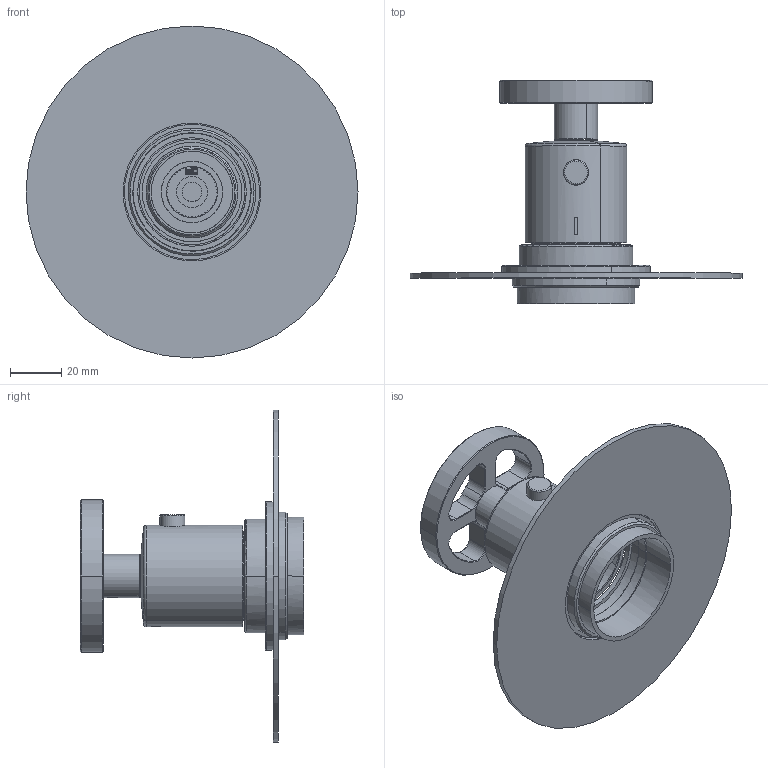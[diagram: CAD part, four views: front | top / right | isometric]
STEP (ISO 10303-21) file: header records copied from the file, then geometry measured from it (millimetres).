
FILE_DESCRIPTION(('CATIA V5 STEP Exchange','CAx-IF Rec.Pracs.--- Model Styling and Organization---1.5--- 2016-08-15','CAx-IF Rec.Pracs.---Supplemental Geometry---1.0---2011-11-01','CAx-IF Rec.Pracs.--- Composite Materials ---3.4---2017-06-13','CAx-IF Rec.Pracs.---Tessellated 3D Geometry---1.0---2015-12-17'),'2;1');
FILE_NAME('MN007200.stp','2022-09-17T09:17:36+00:00',('none'),('none'),'CATIA Version 5-6 Release 2020 SP2','CATIA V5 STEP AP242 v2','none');
FILE_SCHEMA(('AP242_MANAGED_MODEL_BASED_3D_ENGINEERING_MIM_LF {1 0 10303 442 1 1 4}'));
Length unit declared in the file: millimetre
Products named in the file (1): MN007200
Bounding box: 130 x 87.5 x 130 mm (x, y, z)
Volume: 74723.5 mm3; surface area: 60298.2 mm2
Topology: 13 solids, 13 shells, 1050 faces, 2736 edges, 1743 vertices
Faces by surface type: plane 519, cylinder 250, extrusion 146, cone 102, torus 16, bspline 15, sphere 2
Entity records: 33789 total; most frequent: CARTESIAN_POINT 9335, ORIENTED_EDGE 5472, DIRECTION 4047, EDGE_CURVE 2736, VECTOR 1822, VERTEX_POINT 1743, LINE 1676, AXIS2_PLACEMENT_3D 1419
